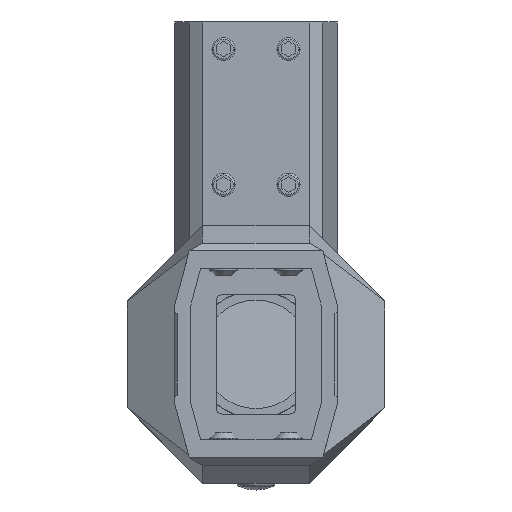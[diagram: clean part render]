
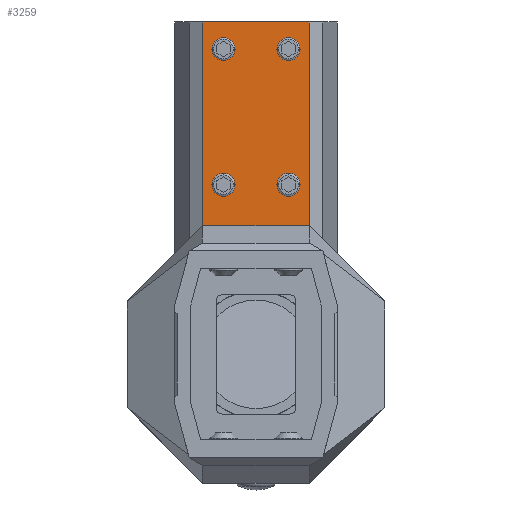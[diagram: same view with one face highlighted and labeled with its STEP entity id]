
A CAD part, front view. The second image highlights one B-rep face of the part: STEP entity #3259.
In plain terms, the highlighted planar face has unit normal (0, -1, 0).
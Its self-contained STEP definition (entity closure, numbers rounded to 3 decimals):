
#1033=DIRECTION('',(1.,0.,0.));
#1034=VECTOR('',#1033,39.4);
#1035=CARTESIAN_POINT('',(-19.7,6.,122.53));
#1036=LINE('',#1035,#1034);
#1285=DIRECTION('',(1.,0.,0.));
#1286=VECTOR('',#1285,39.4);
#1287=CARTESIAN_POINT('',(-19.7,6.,47.5));
#1288=LINE('',#1287,#1286);
#1306=DIRECTION('',(0.,0.,-1.));
#1307=VECTOR('',#1306,75.03);
#1308=CARTESIAN_POINT('',(19.7,6.,122.53));
#1309=LINE('',#1308,#1307);
#1313=CARTESIAN_POINT('',(12.,6.,112.53));
#1314=DIRECTION('',(0.,-1.,0.));
#1315=DIRECTION('',(-1.,0.,0.));
#1316=AXIS2_PLACEMENT_3D('',#1313,#1314,#1315);
#1321=CARTESIAN_POINT('',(12.,6.,112.53));
#1322=DIRECTION('',(0.,-1.,0.));
#1323=DIRECTION('',(1.,0.,0.));
#1324=AXIS2_PLACEMENT_3D('',#1321,#1322,#1323);
#1329=CARTESIAN_POINT('',(12.,6.,62.53));
#1330=DIRECTION('',(0.,-1.,0.));
#1331=DIRECTION('',(-1.,0.,0.));
#1332=AXIS2_PLACEMENT_3D('',#1329,#1330,#1331);
#1337=CARTESIAN_POINT('',(12.,6.,62.53));
#1338=DIRECTION('',(0.,-1.,0.));
#1339=DIRECTION('',(1.,0.,0.));
#1340=AXIS2_PLACEMENT_3D('',#1337,#1338,#1339);
#1345=CARTESIAN_POINT('',(-12.,6.,112.53));
#1346=DIRECTION('',(0.,1.,0.));
#1347=DIRECTION('',(1.,0.,0.));
#1348=AXIS2_PLACEMENT_3D('',#1345,#1346,#1347);
#1353=CARTESIAN_POINT('',(-12.,6.,112.53));
#1354=DIRECTION('',(0.,1.,0.));
#1355=DIRECTION('',(-1.,0.,0.));
#1356=AXIS2_PLACEMENT_3D('',#1353,#1354,#1355);
#1361=CARTESIAN_POINT('',(-12.,6.,62.53));
#1362=DIRECTION('',(0.,1.,0.));
#1363=DIRECTION('',(1.,0.,0.));
#1364=AXIS2_PLACEMENT_3D('',#1361,#1362,#1363);
#1369=CARTESIAN_POINT('',(-12.,6.,62.53));
#1370=DIRECTION('',(0.,1.,0.));
#1371=DIRECTION('',(-1.,0.,0.));
#1372=AXIS2_PLACEMENT_3D('',#1369,#1370,#1371);
#1377=DIRECTION('',(0.,0.,-1.));
#1378=VECTOR('',#1377,75.03);
#1379=CARTESIAN_POINT('',(-19.7,6.,122.53));
#1380=LINE('',#1379,#1378);
#1963=CARTESIAN_POINT('',(19.7,6.,122.53));
#1964=VERTEX_POINT('',#1963);
#1965=CARTESIAN_POINT('',(-19.7,6.,122.53));
#1966=VERTEX_POINT('',#1965);
#1975=CARTESIAN_POINT('',(-19.7,6.,47.5));
#1976=CARTESIAN_POINT('',(19.7,6.,47.5));
#1977=VERTEX_POINT('',#1975);
#1978=VERTEX_POINT('',#1976);
#2171=CARTESIAN_POINT('',(7.75,6.,112.53));
#2172=CARTESIAN_POINT('',(16.25,6.,112.53));
#2173=VERTEX_POINT('',#2171);
#2174=VERTEX_POINT('',#2172);
#2187=CARTESIAN_POINT('',(7.75,6.,62.53));
#2188=CARTESIAN_POINT('',(16.25,6.,62.53));
#2189=VERTEX_POINT('',#2187);
#2190=VERTEX_POINT('',#2188);
#2203=CARTESIAN_POINT('',(-7.75,6.,112.53));
#2204=CARTESIAN_POINT('',(-16.25,6.,112.53));
#2205=VERTEX_POINT('',#2203);
#2206=VERTEX_POINT('',#2204);
#2219=CARTESIAN_POINT('',(-7.75,6.,62.53));
#2220=CARTESIAN_POINT('',(-16.25,6.,62.53));
#2221=VERTEX_POINT('',#2219);
#2222=VERTEX_POINT('',#2220);
#3222=CARTESIAN_POINT('',(19.7,6.,0.));
#3223=DIRECTION('',(0.,-1.,0.));
#3224=DIRECTION('',(-1.,0.,0.));
#3225=AXIS2_PLACEMENT_3D('',#3222,#3223,#3224);
#3226=PLANE('',#3225);
#3227=ORIENTED_EDGE('',*,*,#3214,.F.);
#3229=ORIENTED_EDGE('',*,*,#3228,.F.);
#3230=ORIENTED_EDGE('',*,*,#3009,.T.);
#3232=ORIENTED_EDGE('',*,*,#3231,.T.);
#3233=EDGE_LOOP('',(#3227,#3229,#3230,#3232));
#3234=FACE_OUTER_BOUND('',#3233,.F.);
#3236=ORIENTED_EDGE('',*,*,#3235,.T.);
#3238=ORIENTED_EDGE('',*,*,#3237,.T.);
#3239=EDGE_LOOP('',(#3236,#3238));
#3240=FACE_BOUND('',#3239,.F.);
#3242=ORIENTED_EDGE('',*,*,#3241,.T.);
#3244=ORIENTED_EDGE('',*,*,#3243,.T.);
#3245=EDGE_LOOP('',(#3242,#3244));
#3246=FACE_BOUND('',#3245,.F.);
#3248=ORIENTED_EDGE('',*,*,#3247,.F.);
#3250=ORIENTED_EDGE('',*,*,#3249,.F.);
#3251=EDGE_LOOP('',(#3248,#3250));
#3252=FACE_BOUND('',#3251,.F.);
#3254=ORIENTED_EDGE('',*,*,#3253,.F.);
#3256=ORIENTED_EDGE('',*,*,#3255,.F.);
#3257=EDGE_LOOP('',(#3254,#3256));
#3258=FACE_BOUND('',#3257,.F.);
#3259=ADVANCED_FACE('',(#3234,#3240,#3246,#3252,#3258),#3226,.T.);
#1317=CIRCLE('',#1316,4.25);
#1325=CIRCLE('',#1324,4.25);
#1333=CIRCLE('',#1332,4.25);
#1341=CIRCLE('',#1340,4.25);
#1349=CIRCLE('',#1348,4.25);
#1357=CIRCLE('',#1356,4.25);
#1365=CIRCLE('',#1364,4.25);
#1373=CIRCLE('',#1372,4.25);
#3009=EDGE_CURVE('',#1966,#1964,#1036,.T.);
#3214=EDGE_CURVE('',#1977,#1978,#1288,.T.);
#3228=EDGE_CURVE('',#1966,#1977,#1380,.T.);
#3231=EDGE_CURVE('',#1964,#1978,#1309,.T.);
#3235=EDGE_CURVE('',#2173,#2174,#1317,.T.);
#3237=EDGE_CURVE('',#2174,#2173,#1325,.T.);
#3241=EDGE_CURVE('',#2189,#2190,#1333,.T.);
#3243=EDGE_CURVE('',#2190,#2189,#1341,.T.);
#3247=EDGE_CURVE('',#2205,#2206,#1349,.T.);
#3249=EDGE_CURVE('',#2206,#2205,#1357,.T.);
#3253=EDGE_CURVE('',#2221,#2222,#1365,.T.);
#3255=EDGE_CURVE('',#2222,#2221,#1373,.T.);
